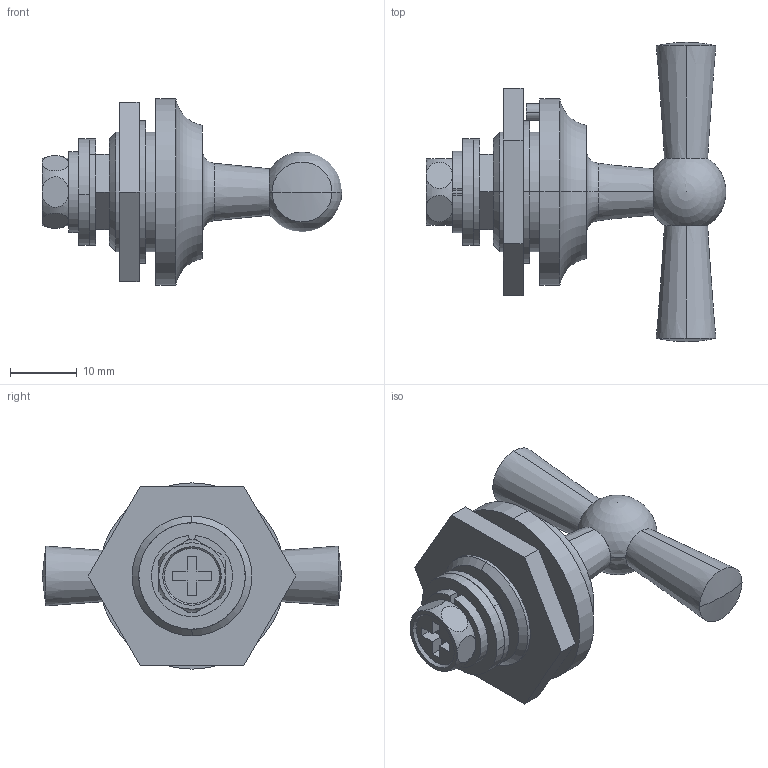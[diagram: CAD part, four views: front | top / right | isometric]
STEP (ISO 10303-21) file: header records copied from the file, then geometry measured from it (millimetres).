
FILE_DESCRIPTION (( 'STEP AP203' ), '1' );
FILE_NAME ('sone3D.STEP', '2014-06-10T01:39:35', ( '' ), ( '' ), 'SwSTEP 2.0', 'SolidWorks 2012', '' );
FILE_SCHEMA (( 'CONFIG_CONTROL_DESIGN' ));
Length unit declared in the file: millimetre
Products named in the file (8): A-21-3本体_; sone3D; 廫帤寠晅偒榋妏儃儖僩M6_M6亊10; スプリングワッシャーM6_JIS B 1251 No.2 6; A-21-3儚僢僔儍乕_SLDPRT; A-21-3スペーサー_; A-21-3六角ボルト_; A-21-3受座_
Assembly tree (7 placements, depth 2):
  sone3D
    A-21-3本体_
    A-21-3受座_
    A-21-3六角ボルト_
    A-21-3スペーサー_
    A-21-3儚僢僔儍乕_SLDPRT
    スプリングワッシャーM6_JIS B 1251 No.2 6
    廫帤寠晅偒榋妏儃儖僩M6_M6亊10
Bounding box: 45.1 x 45 x 28 mm (x, y, z)
Volume: 10458 mm3; surface area: 8095 mm2
Topology: 7 solids, 7 shells, 126 faces, 282 edges, 178 vertices
Faces by surface type: plane 66, cylinder 32, cone 12, torus 10, sphere 6
Entity records: 4654 total; most frequent: CARTESIAN_POINT 924, DIRECTION 664, ORIENTED_EDGE 552, EDGE_CURVE 276, AXIS2_PLACEMENT_3D 264, VERTEX_POINT 176, EDGE_LOOP 146, VECTOR 136
